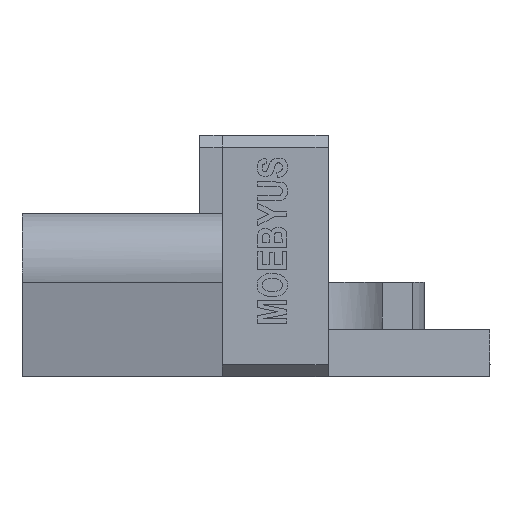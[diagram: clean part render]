
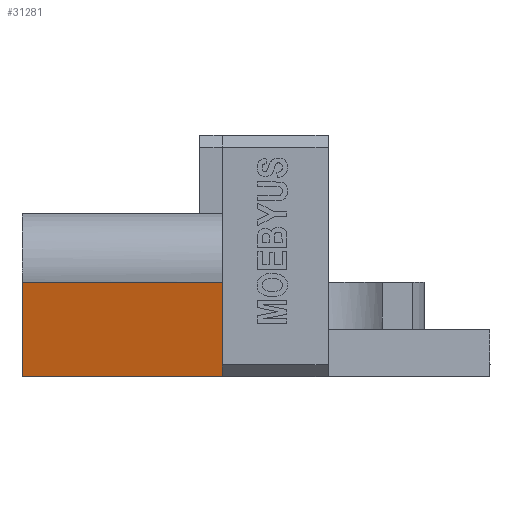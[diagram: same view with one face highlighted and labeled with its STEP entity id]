
A CAD part, left-side view. The second image highlights one B-rep face of the part: STEP entity #31281.
In plain terms, the highlighted planar face has unit normal (-0.977, 0, -0.212).
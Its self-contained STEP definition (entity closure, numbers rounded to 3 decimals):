
#10635 = PLANE('',#10636);
#10636 = AXIS2_PLACEMENT_3D('',#10637,#10638,#10639);
#10637 = CARTESIAN_POINT('',(-58.694,35.914,-6.));
#10638 = DIRECTION('',(0.,0.,1.));
#10639 = DIRECTION('',(0.,1.,0.));
#11267 = PLANE('',#11268);
#11268 = AXIS2_PLACEMENT_3D('',#11269,#11270,#11271);
#11269 = CARTESIAN_POINT('',(-62.916,45.5,
    14.393));
#11270 = DIRECTION('',(0.,1.,0.));
#11271 = DIRECTION('',(1.,0.,0.));
#11568 = PLANE('',#11569);
#11569 = AXIS2_PLACEMENT_3D('',#11570,#11571,#11572);
#11570 = CARTESIAN_POINT('',(-53.828,79.5,9.412));
#11571 = DIRECTION('',(0.,-1.,0.));
#11572 = DIRECTION('',(-1.,0.,0.));
#28568 = CYLINDRICAL_SURFACE('',#28569,9.7);
#28569 = AXIS2_PLACEMENT_3D('',#28570,#28571,#28572);
#28570 = CARTESIAN_POINT('',(-53.799,85.5,
    12.108));
#28571 = DIRECTION('',(0.,-1.,0.));
#28572 = DIRECTION('',(0.,0.,-1.));
#31123 = VERTEX_POINT('',#31124);
#31124 = CARTESIAN_POINT('',(-63.279,45.5,
    10.053));
#31201 = EDGE_CURVE('',#31123,#31202,#31204,.T.);
#31202 = VERTEX_POINT('',#31203);
#31203 = CARTESIAN_POINT('',(-59.799,45.5,-6.));
#31204 = SURFACE_CURVE('',#31205,(#31209,#31216),.PCURVE_S1.);
#31205 = LINE('',#31206,#31207);
#31206 = CARTESIAN_POINT('',(-64.227,45.5,
    14.427));
#31207 = VECTOR('',#31208,1.);
#31208 = DIRECTION('',(0.212,0.,-0.977
    ));
#31209 = PCURVE('',#11267,#31210);
#31210 = DEFINITIONAL_REPRESENTATION('',(#31211),#31215);
#31211 = LINE('',#31212,#31213);
#31212 = CARTESIAN_POINT('',(-1.311,-0.034));
#31213 = VECTOR('',#31214,1.);
#31214 = DIRECTION('',(0.212,0.977));
#31215 = ( GEOMETRIC_REPRESENTATION_CONTEXT(2) 
PARAMETRIC_REPRESENTATION_CONTEXT() REPRESENTATION_CONTEXT('2D SPACE',''
  ) );
#31216 = PCURVE('',#31217,#31222);
#31217 = PLANE('',#31218);
#31218 = AXIS2_PLACEMENT_3D('',#31219,#31220,#31221);
#31219 = CARTESIAN_POINT('',(-63.279,79.5,
    10.053));
#31220 = DIRECTION('',(0.977,0.,0.212)
  );
#31221 = DIRECTION('',(0.212,0.,-0.977
    ));
#31222 = DEFINITIONAL_REPRESENTATION('',(#31223),#31227);
#31223 = LINE('',#31224,#31225);
#31224 = CARTESIAN_POINT('',(-4.476,-34.));
#31225 = VECTOR('',#31226,1.);
#31226 = DIRECTION('',(1.,0.));
#31227 = ( GEOMETRIC_REPRESENTATION_CONTEXT(2) 
PARAMETRIC_REPRESENTATION_CONTEXT() REPRESENTATION_CONTEXT('2D SPACE',''
  ) );
#31281 = ADVANCED_FACE('',(#31282),#31217,.F.);
#31282 = FACE_BOUND('',#31283,.F.);
#31283 = EDGE_LOOP('',(#31284,#31309,#31352,#31353));
#31284 = ORIENTED_EDGE('',*,*,#31285,.F.);
#31285 = EDGE_CURVE('',#31286,#31288,#31290,.T.);
#31286 = VERTEX_POINT('',#31287);
#31287 = CARTESIAN_POINT('',(-63.279,79.5,
    10.053));
#31288 = VERTEX_POINT('',#31289);
#31289 = CARTESIAN_POINT('',(-59.799,79.5,-6.));
#31290 = SURFACE_CURVE('',#31291,(#31295,#31302),.PCURVE_S1.);
#31291 = LINE('',#31292,#31293);
#31292 = CARTESIAN_POINT('',(-63.279,79.5,
    10.053));
#31293 = VECTOR('',#31294,1.);
#31294 = DIRECTION('',(0.212,0.,-0.977
    ));
#31295 = PCURVE('',#31217,#31296);
#31296 = DEFINITIONAL_REPRESENTATION('',(#31297),#31301);
#31297 = LINE('',#31298,#31299);
#31298 = CARTESIAN_POINT('',(0.,0.));
#31299 = VECTOR('',#31300,1.);
#31300 = DIRECTION('',(1.,0.));
#31301 = ( GEOMETRIC_REPRESENTATION_CONTEXT(2) 
PARAMETRIC_REPRESENTATION_CONTEXT() REPRESENTATION_CONTEXT('2D SPACE',''
  ) );
#31302 = PCURVE('',#11568,#31303);
#31303 = DEFINITIONAL_REPRESENTATION('',(#31304),#31308);
#31304 = LINE('',#31305,#31306);
#31305 = CARTESIAN_POINT('',(9.451,-0.641));
#31306 = VECTOR('',#31307,1.);
#31307 = DIRECTION('',(-0.212,0.977));
#31308 = ( GEOMETRIC_REPRESENTATION_CONTEXT(2) 
PARAMETRIC_REPRESENTATION_CONTEXT() REPRESENTATION_CONTEXT('2D SPACE',''
  ) );
#31309 = ORIENTED_EDGE('',*,*,#31310,.T.);
#31310 = EDGE_CURVE('',#31286,#31123,#31311,.T.);
#31311 = SURFACE_CURVE('',#31312,(#31316,#31323),.PCURVE_S1.);
#31312 = LINE('',#31313,#31314);
#31313 = CARTESIAN_POINT('',(-63.279,79.5,
    10.053));
#31314 = VECTOR('',#31315,1.);
#31315 = DIRECTION('',(0.,-1.,0.));
#31316 = PCURVE('',#31217,#31317);
#31317 = DEFINITIONAL_REPRESENTATION('',(#31318),#31322);
#31318 = LINE('',#31319,#31320);
#31319 = CARTESIAN_POINT('',(0.,0.));
#31320 = VECTOR('',#31321,1.);
#31321 = DIRECTION('',(0.,-1.));
#31322 = ( GEOMETRIC_REPRESENTATION_CONTEXT(2) 
PARAMETRIC_REPRESENTATION_CONTEXT() REPRESENTATION_CONTEXT('2D SPACE',''
  ) );
#31323 = PCURVE('',#28568,#31324);
#31324 = DEFINITIONAL_REPRESENTATION('',(#31325),#31351);
#31325 = B_SPLINE_CURVE_WITH_KNOTS('',3,(#31326,#31327,#31328,#31329,
    #31330,#31331,#31332,#31333,#31334,#31335,#31336,#31337,#31338,
    #31339,#31340,#31341,#31342,#31343,#31344,#31345,#31346,#31347,
    #31348,#31349,#31350),.UNSPECIFIED.,.F.,.F.,(4,1,1,1,1,1,1,1,1,1,1,1
    ,1,1,1,1,1,1,1,1,1,1,4),(0.,1.545,3.091,
    4.636,6.182,7.727,9.273,
    10.818,12.364,13.909,15.455,
    17.,18.545,20.091,21.636,
    23.182,24.727,26.273,27.818,
    29.364,30.909,32.455,34.),
  .QUASI_UNIFORM_KNOTS.);
#31326 = CARTESIAN_POINT('',(4.926,6.));
#31327 = CARTESIAN_POINT('',(4.926,6.515));
#31328 = CARTESIAN_POINT('',(4.926,7.545));
#31329 = CARTESIAN_POINT('',(4.926,9.091));
#31330 = CARTESIAN_POINT('',(4.926,10.636));
#31331 = CARTESIAN_POINT('',(4.926,12.182));
#31332 = CARTESIAN_POINT('',(4.926,13.727));
#31333 = CARTESIAN_POINT('',(4.926,15.273));
#31334 = CARTESIAN_POINT('',(4.926,16.818));
#31335 = CARTESIAN_POINT('',(4.926,18.364));
#31336 = CARTESIAN_POINT('',(4.926,19.909));
#31337 = CARTESIAN_POINT('',(4.926,21.455));
#31338 = CARTESIAN_POINT('',(4.926,23.));
#31339 = CARTESIAN_POINT('',(4.926,24.545));
#31340 = CARTESIAN_POINT('',(4.926,26.091));
#31341 = CARTESIAN_POINT('',(4.926,27.636));
#31342 = CARTESIAN_POINT('',(4.926,29.182));
#31343 = CARTESIAN_POINT('',(4.926,30.727));
#31344 = CARTESIAN_POINT('',(4.926,32.273));
#31345 = CARTESIAN_POINT('',(4.926,33.818));
#31346 = CARTESIAN_POINT('',(4.926,35.364));
#31347 = CARTESIAN_POINT('',(4.926,36.909));
#31348 = CARTESIAN_POINT('',(4.926,38.455));
#31349 = CARTESIAN_POINT('',(4.926,39.485));
#31350 = CARTESIAN_POINT('',(4.926,40.));
#31351 = ( GEOMETRIC_REPRESENTATION_CONTEXT(2) 
PARAMETRIC_REPRESENTATION_CONTEXT() REPRESENTATION_CONTEXT('2D SPACE',''
  ) );
#31352 = ORIENTED_EDGE('',*,*,#31201,.T.);
#31353 = ORIENTED_EDGE('',*,*,#31354,.F.);
#31354 = EDGE_CURVE('',#31288,#31202,#31355,.T.);
#31355 = SURFACE_CURVE('',#31356,(#31360,#31367),.PCURVE_S1.);
#31356 = LINE('',#31357,#31358);
#31357 = CARTESIAN_POINT('',(-59.799,79.5,-6.));
#31358 = VECTOR('',#31359,1.);
#31359 = DIRECTION('',(0.,-1.,0.));
#31360 = PCURVE('',#31217,#31361);
#31361 = DEFINITIONAL_REPRESENTATION('',(#31362),#31366);
#31362 = LINE('',#31363,#31364);
#31363 = CARTESIAN_POINT('',(16.426,0.));
#31364 = VECTOR('',#31365,1.);
#31365 = DIRECTION('',(0.,-1.));
#31366 = ( GEOMETRIC_REPRESENTATION_CONTEXT(2) 
PARAMETRIC_REPRESENTATION_CONTEXT() REPRESENTATION_CONTEXT('2D SPACE',''
  ) );
#31367 = PCURVE('',#10635,#31368);
#31368 = DEFINITIONAL_REPRESENTATION('',(#31369),#31373);
#31369 = LINE('',#31370,#31371);
#31370 = CARTESIAN_POINT('',(43.586,1.105));
#31371 = VECTOR('',#31372,1.);
#31372 = DIRECTION('',(-1.,0.));
#31373 = ( GEOMETRIC_REPRESENTATION_CONTEXT(2) 
PARAMETRIC_REPRESENTATION_CONTEXT() REPRESENTATION_CONTEXT('2D SPACE',''
  ) );
